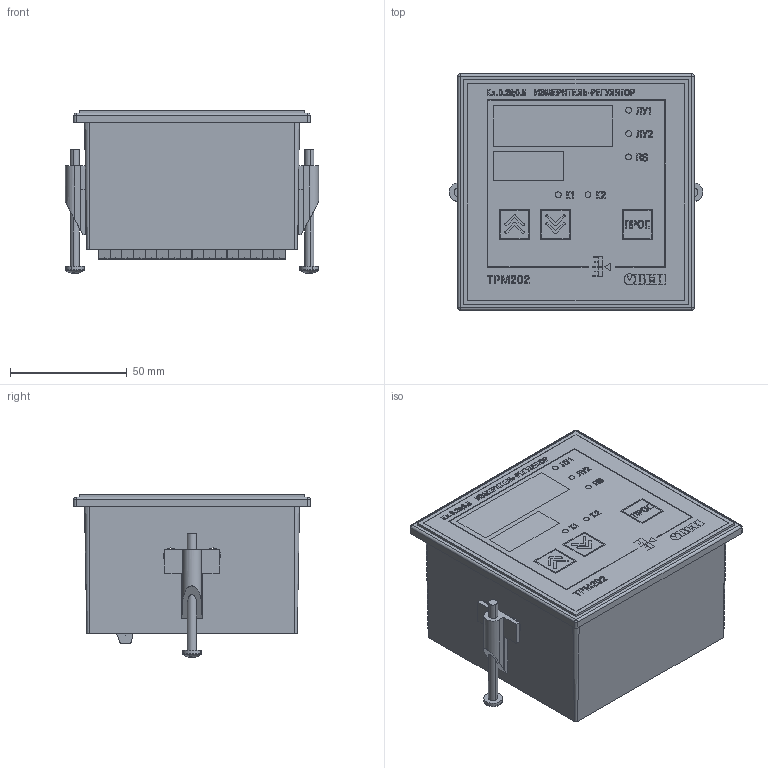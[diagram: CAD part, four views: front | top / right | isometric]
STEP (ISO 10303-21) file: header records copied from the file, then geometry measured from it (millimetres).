
FILE_DESCRIPTION (( 'STEP AP203' ), '1' );
FILE_NAME ('ﾒﾐﾌ202-ﾙ1.STEP', '2015-05-19T10:43:54', ( 'admin' ), ( '' ), 'SwSTEP 2.0', 'SolidWorks 2010', '' );
FILE_SCHEMA (( 'CONFIG_CONTROL_DESIGN' ));
Length unit declared in the file: millimetre
Products named in the file (7): ﾒﾐﾌ202-ﾙ1; Êîðïóñ Ù1; Ýòèêåòêà  Ù1; Êëåììà âèíòîâàÿ; Ðåçèíà  96õ96; 妈眚 󊅝0_B18.6.7M - M4 x 0.7 x 40 Type I Cross Recessed PHMS --40N; 栺闀闉 睯艜鍒鍣
Assembly tree (23 placements, depth 2):
  ﾒﾐﾌ202-ﾙ1
    Êëåììà âèíòîâàÿ  x16
    妈眚 󊅝0_B18.6.7M - M4 x 0.7 x 40 Type I Cross Recessed PHMS --40N  x2
    栺闀闉 睯艜鍒鍣  x2
    Ýòèêåòêà  Ù1
    Êîðïóñ Ù1
    Ðåçèíà  96õ96
Bounding box: 108.28 x 101 x 69.67 mm (x, y, z)
Volume: 104796.7 mm3; surface area: 111517.2 mm2
Topology: 23 solids, 23 shells, 1820 faces, 4773 edges, 3134 vertices
Faces by surface type: plane 1282, bspline 308, cylinder 214, sphere 8, torus 4, cone 4
Entity records: 36561 total; most frequent: CARTESIAN_POINT 10227, ORIENTED_EDGE 5786, DIRECTION 3971, EDGE_CURVE 2893, VECTOR 2139, LINE 2139, VERTEX_POINT 1918, EDGE_LOOP 1215
